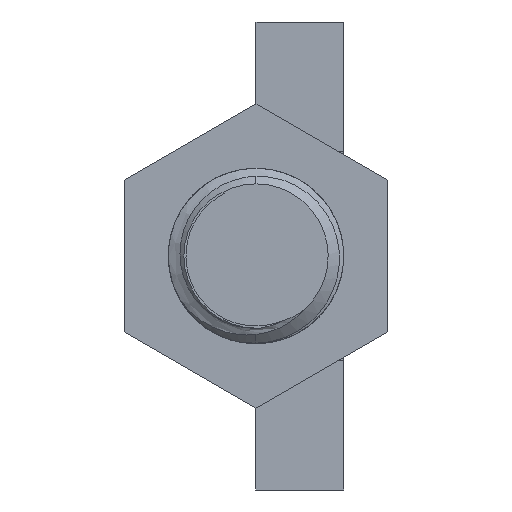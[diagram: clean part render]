
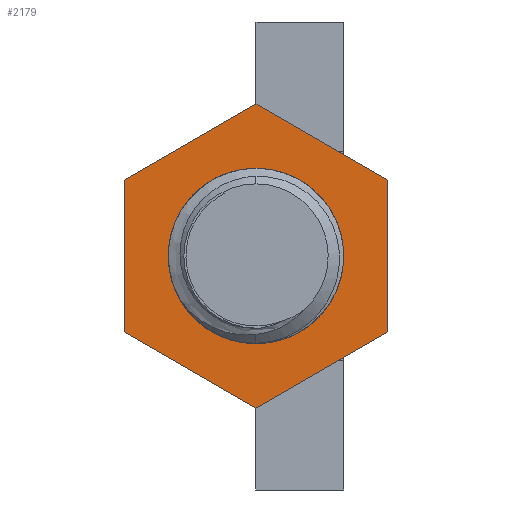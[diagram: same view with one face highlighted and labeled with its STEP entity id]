
A CAD part, left-side view. The second image highlights one B-rep face of the part: STEP entity #2179.
In plain terms, the highlighted planar face has unit normal (-1, 0, 0).
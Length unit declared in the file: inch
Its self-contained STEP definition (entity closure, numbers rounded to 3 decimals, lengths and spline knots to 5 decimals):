
#1620 = CARTESIAN_POINT ( 'NONE',  ( -11.10937, -0.375, 0.32476 ) ) ;
#1621 = CARTESIAN_POINT ( 'NONE',  ( -11.10937, 0.75, 0.32476 ) ) ;
#1624 = CARTESIAN_POINT ( 'NONE',  ( -11.10937, 0.75, -0.32476 ) ) ;
#1625 = CARTESIAN_POINT ( 'NONE',  ( -11.10937, 0.1875, 0.375 ) ) ;
#1626 = CARTESIAN_POINT ( 'NONE',  ( -11.10937, 0.1875, -0.64952 ) ) ;
#1630 = CARTESIAN_POINT ( 'NONE',  ( -11.10937, -0.375, -0.32476 ) ) ;
#1658 = CARTESIAN_POINT ( 'NONE',  ( -11.10937, 0.1875, -0.375 ) ) ;
#1661 = CARTESIAN_POINT ( 'NONE',  ( -11.10937, 0.1875, 0.64952 ) ) ;
#2179 = ADVANCED_FACE ( 'NONE', ( #6694, #6697 ), #3268, .T. ) ;
#2678 = VERTEX_POINT ( 'NONE', #1620 ) ;
#2679 = VERTEX_POINT ( 'NONE', #1621 ) ;
#2682 = VERTEX_POINT ( 'NONE', #1624 ) ;
#2683 = VERTEX_POINT ( 'NONE', #1625 ) ;
#2684 = VERTEX_POINT ( 'NONE', #1626 ) ;
#2688 = VERTEX_POINT ( 'NONE', #1630 ) ;
#2716 = VERTEX_POINT ( 'NONE', #1658 ) ;
#2719 = VERTEX_POINT ( 'NONE', #1661 ) ;
#3267 = CARTESIAN_POINT ( 'NONE',  ( -11.10937, 0.75, -0.32476 ) ) ;
#3268 = PLANE ( 'NONE',  #8197 ) ;
#3269 = DIRECTION ( 'NONE',  ( -1., 0., 0. ) ) ;
#3270 = DIRECTION ( 'NONE',  ( 0., 0., 1. ) ) ;
#4118 = EDGE_LOOP ( 'NONE', ( #8610, #8609, #8638, #8637, #4163, #4165 ) ) ;
#4127 = EDGE_LOOP ( 'NONE', ( #4167, #4166 ) ) ;
#4163 = ORIENTED_EDGE ( 'NONE', *, *, #8046, .T. ) ;
#4165 = ORIENTED_EDGE ( 'NONE', *, *, #8051, .T. ) ;
#4166 = ORIENTED_EDGE ( 'NONE', *, *, #8056, .F. ) ;
#4167 = ORIENTED_EDGE ( 'NONE', *, *, #8049, .F. ) ;
#5609 = CARTESIAN_POINT ( 'NONE',  ( -11.10937, -0.375, 0.32476 ) ) ;
#5610 = DIRECTION ( 'NONE',  ( 0., 0.866, 0.5 ) ) ;
#5616 = CARTESIAN_POINT ( 'NONE',  ( -11.10937, 0.1875, 0. ) ) ;
#5617 = DIRECTION ( 'NONE',  ( -1., 0., 0. ) ) ;
#5618 = DIRECTION ( 'NONE',  ( 0., 0., 1. ) ) ;
#5619 = CARTESIAN_POINT ( 'NONE',  ( -11.10937, 0.1875, -0.64952 ) ) ;
#5620 = DIRECTION ( 'NONE',  ( 0., -0.866, 0.5 ) ) ;
#5621 = CARTESIAN_POINT ( 'NONE',  ( -11.10937, 0.1875, 0.64952 ) ) ;
#5622 = DIRECTION ( 'NONE',  ( 0., 0.866, -0.5 ) ) ;
#5623 = CARTESIAN_POINT ( 'NONE',  ( -11.10937, 0.75, -0.32476 ) ) ;
#5624 = DIRECTION ( 'NONE',  ( 0., -0.866, -0.5 ) ) ;
#5625 = CARTESIAN_POINT ( 'NONE',  ( -11.10937, 0.75, 0.32476 ) ) ;
#5626 = DIRECTION ( 'NONE',  ( 0., 0., -1. ) ) ;
#5627 = CARTESIAN_POINT ( 'NONE',  ( -11.10937, -0.375, -0.32476 ) ) ;
#5628 = DIRECTION ( 'NONE',  ( 0., 0., 1. ) ) ;
#5632 = CARTESIAN_POINT ( 'NONE',  ( -11.10937, 0.1875, 0. ) ) ;
#5633 = DIRECTION ( 'NONE',  ( -1., 0., 0. ) ) ;
#5634 = DIRECTION ( 'NONE',  ( 0., 0., 1. ) ) ;
#6694 = FACE_OUTER_BOUND ( 'NONE', #4118, .T. ) ;
#6697 = FACE_BOUND ( 'NONE', #4127, .T. ) ;
#6979 = LINE ( 'NONE', #5619, #6983 ) ;
#6981 = LINE ( 'NONE', #5609, #6982 ) ;
#6982 = VECTOR ( 'NONE', #5610, 39.37008 ) ;
#6983 = VECTOR ( 'NONE', #5620, 39.37008 ) ;
#6988 = CIRCLE ( 'NONE', #8295, 0.375 ) ;
#6989 = LINE ( 'NONE', #5621, #6990 ) ;
#6990 = VECTOR ( 'NONE', #5622, 39.37008 ) ;
#6991 = LINE ( 'NONE', #5623, #6992 ) ;
#6992 = VECTOR ( 'NONE', #5624, 39.37008 ) ;
#6993 = LINE ( 'NONE', #5625, #6994 ) ;
#6994 = VECTOR ( 'NONE', #5626, 39.37008 ) ;
#6995 = LINE ( 'NONE', #5627, #6996 ) ;
#6996 = VECTOR ( 'NONE', #5628, 39.37008 ) ;
#7002 = CIRCLE ( 'NONE', #8299, 0.375 ) ;
#8046 = EDGE_CURVE ( 'NONE', #2678, #2719, #6981, .T. ) ;
#8049 = EDGE_CURVE ( 'NONE', #2716, #2683, #6988, .T. ) ;
#8050 = EDGE_CURVE ( 'NONE', #2684, #2688, #6979, .T. ) ;
#8051 = EDGE_CURVE ( 'NONE', #2719, #2679, #6989, .T. ) ;
#8052 = EDGE_CURVE ( 'NONE', #2682, #2684, #6991, .T. ) ;
#8053 = EDGE_CURVE ( 'NONE', #2679, #2682, #6993, .T. ) ;
#8054 = EDGE_CURVE ( 'NONE', #2688, #2678, #6995, .T. ) ;
#8056 = EDGE_CURVE ( 'NONE', #2683, #2716, #7002, .T. ) ;
#8197 = AXIS2_PLACEMENT_3D ( 'NONE', #3267, #3269, #3270 ) ;
#8295 = AXIS2_PLACEMENT_3D ( 'NONE', #5616, #5617, #5618 ) ;
#8299 = AXIS2_PLACEMENT_3D ( 'NONE', #5632, #5633, #5634 ) ;
#8609 = ORIENTED_EDGE ( 'NONE', *, *, #8052, .T. ) ;
#8610 = ORIENTED_EDGE ( 'NONE', *, *, #8053, .T. ) ;
#8637 = ORIENTED_EDGE ( 'NONE', *, *, #8054, .T. ) ;
#8638 = ORIENTED_EDGE ( 'NONE', *, *, #8050, .T. ) ;
